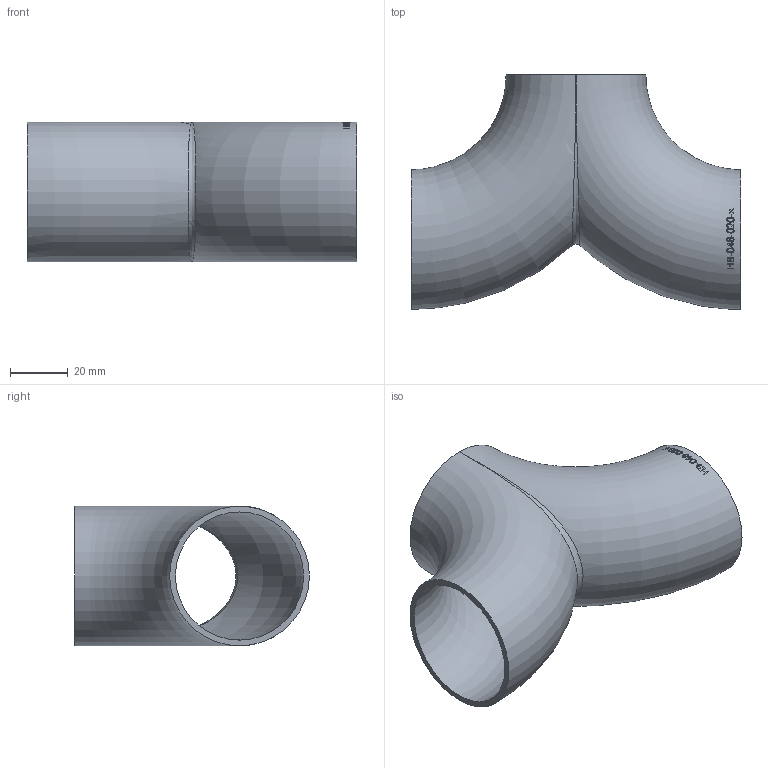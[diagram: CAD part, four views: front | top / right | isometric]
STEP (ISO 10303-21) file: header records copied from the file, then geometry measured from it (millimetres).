
FILE_DESCRIPTION (( 'STEP AP214' ), '1' );
FILE_NAME ('HB-048-020-x Hosenbogen 1909.STEP', '2019-09-17T09:28:29', ( '' ), ( '' ), 'SwSTEP 2.0', 'SolidWorks 2016', '' );
FILE_SCHEMA (( 'AUTOMOTIVE_DESIGN' ));
Length unit declared in the file: millimetre
Products named in the file (1): HB-048-020-x Hosenbogen 1909
Bounding box: 114 x 81.15 x 48.31 mm (x, y, z)
Volume: 38855.4 mm3; surface area: 39674.1 mm2
Topology: 1 solids, 1 shells, 154 faces, 397 edges, 260 vertices
Faces by surface type: plane 74, bspline 56, torus 24
Entity records: 10478 total; most frequent: CARTESIAN_POINT 5855, ORIENTED_EDGE 774, EDGE_CURVE 387, DIRECTION 339, VERTEX_POINT 258, B_SPLINE_CURVE_WITH_KNOTS 254, EDGE_LOOP 181, FACE_OUTER_BOUND 158
